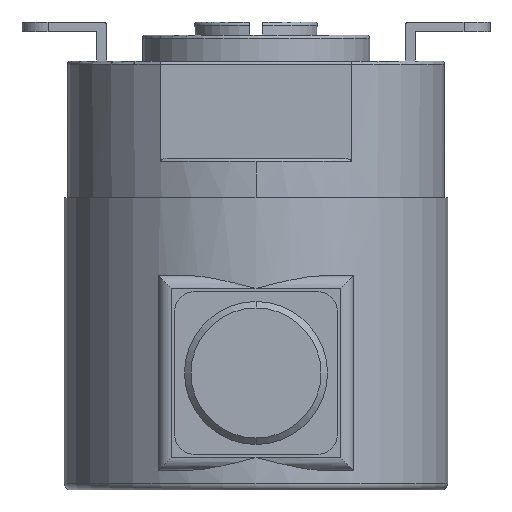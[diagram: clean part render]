
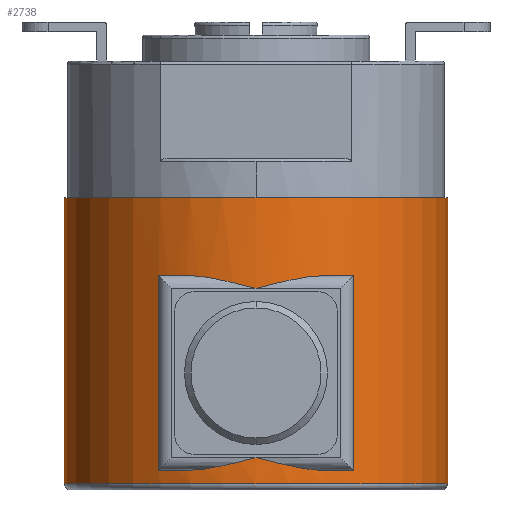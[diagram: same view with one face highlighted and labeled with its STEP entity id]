
A CAD part, front view. The second image highlights one B-rep face of the part: STEP entity #2738.
In plain terms, the highlighted cylindrical face has radius 29.5 mm (diameter 59 mm), a partial arc.
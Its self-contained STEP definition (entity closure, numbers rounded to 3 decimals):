
#51=CARTESIAN_POINT('',(0.,0.,1.));
#52=DIRECTION('',(0.,0.,-1.));
#53=DIRECTION('',(1.,0.,0.));
#54=AXIS2_PLACEMENT_3D('',#51,#52,#53);
#59=DIRECTION('',(0.,0.,1.));
#60=VECTOR('',#59,44.);
#61=CARTESIAN_POINT('',(29.5,0.,1.));
#62=LINE('',#61,#60);
#66=CARTESIAN_POINT('',(0.,0.,33.));
#67=DIRECTION('',(0.,0.,-1.));
#68=DIRECTION('',(0.508,-0.861,0.));
#69=AXIS2_PLACEMENT_3D('',#66,#67,#68);
#74=CARTESIAN_POINT('',(0.,0.,33.));
#75=DIRECTION('',(0.,0.,-1.));
#76=DIRECTION('',(-0.362,-0.932,0.));
#77=AXIS2_PLACEMENT_3D('',#74,#75,#76);
#82=DIRECTION('',(0.,0.,-1.));
#83=VECTOR('',#82,30.);
#84=CARTESIAN_POINT('',(-15.,-25.402,33.));
#85=LINE('',#84,#83);
#89=CARTESIAN_POINT('',(0.,0.,3.));
#90=DIRECTION('',(0.,0.,-1.));
#91=DIRECTION('',(-0.362,-0.932,0.));
#92=AXIS2_PLACEMENT_3D('',#89,#90,#91);
#97=CARTESIAN_POINT('',(0.,0.,3.));
#98=DIRECTION('',(0.,0.,-1.));
#99=DIRECTION('',(0.508,-0.861,0.));
#100=AXIS2_PLACEMENT_3D('',#97,#98,#99);
#105=DIRECTION('',(0.,0.,-1.));
#106=VECTOR('',#105,30.);
#107=CARTESIAN_POINT('',(15.,-25.402,33.));
#108=LINE('',#107,#106);
#120=DIRECTION('',(0.,0.,1.));
#121=VECTOR('',#120,44.);
#122=CARTESIAN_POINT('',(-29.5,0.,1.));
#123=LINE('',#122,#121);
#127=CARTESIAN_POINT('',(0.,0.,45.));
#128=DIRECTION('',(0.,0.,-1.));
#129=DIRECTION('',(1.,0.,0.));
#130=AXIS2_PLACEMENT_3D('',#127,#128,#129);
#1758=CARTESIAN_POINT('',(10.677,-27.5,33.));
#1759=CARTESIAN_POINT('',(10.253,-27.665,33.));
#1760=CARTESIAN_POINT('',(9.399,-27.973,32.96));
#1761=CARTESIAN_POINT('',(8.114,-28.373,32.815));
#1762=CARTESIAN_POINT('',(6.818,-28.712,32.607));
#1763=CARTESIAN_POINT('',(5.505,-28.992,32.349));
#1764=CARTESIAN_POINT('',(4.17,-29.214,32.052));
#1765=CARTESIAN_POINT('',(2.809,-29.377,31.723));
#1766=CARTESIAN_POINT('',(1.422,-29.477,31.37));
#1767=CARTESIAN_POINT('',(0.477,-29.5,31.124));
#1768=CARTESIAN_POINT('',(0.,-29.5,31.));
#1823=CARTESIAN_POINT('',(-10.677,-27.5,3.));
#1824=CARTESIAN_POINT('',(-10.253,-27.665,3.));
#1825=CARTESIAN_POINT('',(-9.399,-27.973,
3.04));
#1826=CARTESIAN_POINT('',(-8.114,-28.373,
3.185));
#1827=CARTESIAN_POINT('',(-6.818,-28.712,
3.393));
#1828=CARTESIAN_POINT('',(-5.505,-28.992,
3.651));
#1829=CARTESIAN_POINT('',(-4.17,-29.214,
3.948));
#1830=CARTESIAN_POINT('',(-2.809,-29.377,
4.277));
#1831=CARTESIAN_POINT('',(-1.422,-29.477,
4.63));
#1832=CARTESIAN_POINT('',(-0.477,-29.5,4.876));
#1833=CARTESIAN_POINT('',(0.,-29.5,5.));
#2207=CARTESIAN_POINT('',(0.,-29.5,5.));
#2208=CARTESIAN_POINT('',(0.475,-29.5,4.876));
#2209=CARTESIAN_POINT('',(1.412,-29.477,4.632));
#2210=CARTESIAN_POINT('',(2.773,-29.38,4.287));
#2211=CARTESIAN_POINT('',(4.107,-29.223,3.963));
#2212=CARTESIAN_POINT('',(5.428,-29.007,3.667));
#2213=CARTESIAN_POINT('',(6.75,-28.728,3.405));
#2214=CARTESIAN_POINT('',(8.07,-28.386,3.191));
#2215=CARTESIAN_POINT('',(9.385,-27.979,3.041));
#2216=CARTESIAN_POINT('',(10.249,-27.666,3.));
#2217=CARTESIAN_POINT('',(10.677,-27.5,3.));
#2266=CARTESIAN_POINT('',(0.,-29.5,31.));
#2267=CARTESIAN_POINT('',(-0.475,-29.5,31.124));
#2268=CARTESIAN_POINT('',(-1.412,-29.477,
31.368));
#2269=CARTESIAN_POINT('',(-2.773,-29.38,
31.713));
#2270=CARTESIAN_POINT('',(-4.107,-29.223,
32.037));
#2271=CARTESIAN_POINT('',(-5.428,-29.007,
32.333));
#2272=CARTESIAN_POINT('',(-6.75,-28.728,
32.595));
#2273=CARTESIAN_POINT('',(-8.07,-28.386,
32.809));
#2274=CARTESIAN_POINT('',(-9.385,-27.979,32.959));
#2275=CARTESIAN_POINT('',(-10.249,-27.666,33.));
#2276=CARTESIAN_POINT('',(-10.677,-27.5,33.));
#2281=CARTESIAN_POINT('',(29.5,0.,45.));
#2282=CARTESIAN_POINT('',(-29.5,0.,45.));
#2283=VERTEX_POINT('',#2281);
#2284=VERTEX_POINT('',#2282);
#2425=CARTESIAN_POINT('',(-29.5,0.,1.));
#2426=CARTESIAN_POINT('',(29.5,0.,1.));
#2427=VERTEX_POINT('',#2425);
#2428=VERTEX_POINT('',#2426);
#2445=CARTESIAN_POINT('',(15.,-25.402,33.));
#2446=CARTESIAN_POINT('',(15.,-25.402,3.));
#2447=VERTEX_POINT('',#2445);
#2448=VERTEX_POINT('',#2446);
#2449=CARTESIAN_POINT('',(-15.,-25.402,33.));
#2450=CARTESIAN_POINT('',(-15.,-25.402,3.));
#2451=VERTEX_POINT('',#2449);
#2452=VERTEX_POINT('',#2450);
#2470=CARTESIAN_POINT('',(10.677,-27.5,33.));
#2472=VERTEX_POINT('',#2470);
#2474=CARTESIAN_POINT('',(0.,-29.5,31.));
#2476=VERTEX_POINT('',#2474);
#2479=CARTESIAN_POINT('',(-10.677,-27.5,33.));
#2481=VERTEX_POINT('',#2479);
#2487=CARTESIAN_POINT('',(0.,-29.5,5.));
#2488=VERTEX_POINT('',#2487);
#2489=CARTESIAN_POINT('',(-10.677,-27.5,3.));
#2490=VERTEX_POINT('',#2489);
#2493=CARTESIAN_POINT('',(10.677,-27.5,3.));
#2495=VERTEX_POINT('',#2493);
#2702=CARTESIAN_POINT('',(0.,0.,0.));
#2703=DIRECTION('',(0.,0.,-1.));
#2704=DIRECTION('',(1.,0.,0.));
#2705=AXIS2_PLACEMENT_3D('',#2702,#2703,#2704);
#2706=CYLINDRICAL_SURFACE('',#2705,29.5);
#2707=ORIENTED_EDGE('',*,*,#2689,.T.);
#2709=ORIENTED_EDGE('',*,*,#2708,.T.);
#2711=ORIENTED_EDGE('',*,*,#2710,.F.);
#2713=ORIENTED_EDGE('',*,*,#2712,.F.);
#2714=EDGE_LOOP('',(#2707,#2709,#2711,#2713));
#2715=FACE_OUTER_BOUND('',#2714,.F.);
#2717=ORIENTED_EDGE('',*,*,#2716,.T.);
#2719=ORIENTED_EDGE('',*,*,#2718,.T.);
#2721=ORIENTED_EDGE('',*,*,#2720,.T.);
#2723=ORIENTED_EDGE('',*,*,#2722,.T.);
#2725=ORIENTED_EDGE('',*,*,#2724,.T.);
#2727=ORIENTED_EDGE('',*,*,#2726,.F.);
#2729=ORIENTED_EDGE('',*,*,#2728,.T.);
#2731=ORIENTED_EDGE('',*,*,#2730,.T.);
#2733=ORIENTED_EDGE('',*,*,#2732,.F.);
#2735=ORIENTED_EDGE('',*,*,#2734,.F.);
#2736=EDGE_LOOP('',(#2717,#2719,#2721,#2723,#2725,#2727,#2729,#2731,#2733,
#2735));
#2737=FACE_BOUND('',#2736,.F.);
#2738=ADVANCED_FACE('',(#2715,#2737),#2706,.T.);
#55=CIRCLE('',#54,29.5);
#70=CIRCLE('',#69,29.5);
#78=CIRCLE('',#77,29.5);
#93=CIRCLE('',#92,29.5);
#101=CIRCLE('',#100,29.5);
#131=CIRCLE('',#130,29.5);
#1769=B_SPLINE_CURVE_WITH_KNOTS('',3,(#1758,#1759,#1760,#1761,#1762,#1763,#1764,
#1765,#1766,#1767,#1768),.UNSPECIFIED.,.F.,.F.,(4,1,1,1,1,1,1,1,4),(0.,
0.125,0.25,0.375,0.5,0.625,0.75,0.875,1.),.UNSPECIFIED.);
#1834=B_SPLINE_CURVE_WITH_KNOTS('',3,(#1823,#1824,#1825,#1826,#1827,#1828,#1829,
#1830,#1831,#1832,#1833),.UNSPECIFIED.,.F.,.F.,(4,1,1,1,1,1,1,1,4),(0.,
0.125,0.25,0.375,0.5,0.625,0.75,0.875,1.),.UNSPECIFIED.);
#2218=B_SPLINE_CURVE_WITH_KNOTS('',3,(#2207,#2208,#2209,#2210,#2211,#2212,#2213,
#2214,#2215,#2216,#2217),.UNSPECIFIED.,.F.,.F.,(4,1,1,1,1,1,1,1,4),(0.,
0.125,0.25,0.375,0.5,0.625,0.75,0.875,1.),.UNSPECIFIED.);
#2277=B_SPLINE_CURVE_WITH_KNOTS('',3,(#2266,#2267,#2268,#2269,#2270,#2271,#2272,
#2273,#2274,#2275,#2276),.UNSPECIFIED.,.F.,.F.,(4,1,1,1,1,1,1,1,4),(0.,
0.125,0.25,0.375,0.5,0.625,0.75,0.875,1.),.UNSPECIFIED.);
#2689=EDGE_CURVE('',#2428,#2427,#55,.T.);
#2708=EDGE_CURVE('',#2427,#2284,#123,.T.);
#2710=EDGE_CURVE('',#2283,#2284,#131,.T.);
#2712=EDGE_CURVE('',#2428,#2283,#62,.T.);
#2716=EDGE_CURVE('',#2447,#2472,#70,.T.);
#2718=EDGE_CURVE('',#2472,#2476,#1769,.T.);
#2720=EDGE_CURVE('',#2476,#2481,#2277,.T.);
#2722=EDGE_CURVE('',#2481,#2451,#78,.T.);
#2724=EDGE_CURVE('',#2451,#2452,#85,.T.);
#2726=EDGE_CURVE('',#2490,#2452,#93,.T.);
#2728=EDGE_CURVE('',#2490,#2488,#1834,.T.);
#2730=EDGE_CURVE('',#2488,#2495,#2218,.T.);
#2732=EDGE_CURVE('',#2448,#2495,#101,.T.);
#2734=EDGE_CURVE('',#2447,#2448,#108,.T.);
